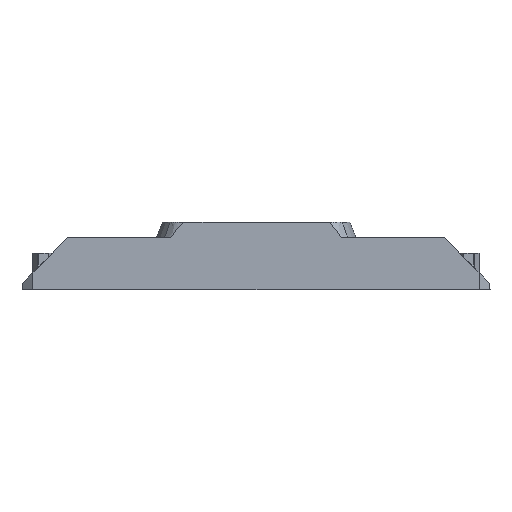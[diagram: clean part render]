
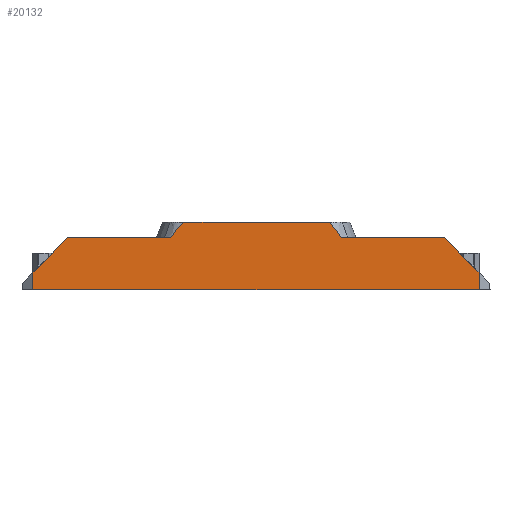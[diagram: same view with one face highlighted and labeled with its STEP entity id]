
A CAD part, front view. The second image highlights one B-rep face of the part: STEP entity #20132.
In plain terms, the highlighted planar face has unit normal (0, -1, 0).
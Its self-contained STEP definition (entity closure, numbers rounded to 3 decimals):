
#975=B_SPLINE_CURVE_WITH_KNOTS('',3,(#38895,#38896,#38897,#38898,#38899,
#38900,#38901,#38902,#38903,#38904),.UNSPECIFIED.,.F.,.F.,(4,3,3,4),(0.,
0.272,0.6,0.628),.UNSPECIFIED.);
#977=B_SPLINE_CURVE_WITH_KNOTS('',3,(#39166,#39167,#39168,#39169,#39170,
#39171,#39172,#39173,#39174,#39175),.UNSPECIFIED.,.F.,.F.,(4,3,3,4),(0.,
0.272,0.6,0.628),.UNSPECIFIED.);
#1604=PLANE('',#21483);
#2606=FACE_OUTER_BOUND('',#3657,.T.);
#3657=EDGE_LOOP('',(#18576,#18577,#18578,#18579,#18580,#18581,#18582,#18583,
#18584,#18585));
#4539=LINE('',#27246,#6362);
#4896=LINE('',#32064,#6719);
#5268=LINE('',#36315,#7091);
#5714=LINE('',#38124,#7537);
#5754=LINE('',#38225,#7577);
#5979=LINE('',#40180,#7802);
#5980=LINE('',#40181,#7803);
#5981=LINE('',#40182,#7804);
#6362=VECTOR('',#22467,10.);
#6719=VECTOR('',#23080,10.);
#7091=VECTOR('',#23960,10.);
#7537=VECTOR('',#25090,10.);
#7577=VECTOR('',#25150,10.);
#7802=VECTOR('',#25941,10.);
#7803=VECTOR('',#25942,10.);
#7804=VECTOR('',#25943,10.);
#8185=VERTEX_POINT('',#27243);
#8186=VERTEX_POINT('',#27245);
#8696=VERTEX_POINT('',#32061);
#8697=VERTEX_POINT('',#32063);
#9228=VERTEX_POINT('',#36304);
#9229=VERTEX_POINT('',#36314);
#9545=VERTEX_POINT('',#38121);
#9546=VERTEX_POINT('',#38123);
#9593=VERTEX_POINT('',#38224);
#9616=VERTEX_POINT('',#38894);
#10348=EDGE_CURVE('',#8186,#8185,#4539,.T.);
#11110=EDGE_CURVE('',#8697,#8696,#4896,.F.);
#11790=EDGE_CURVE('',#9229,#9228,#5268,.T.);
#12399=EDGE_CURVE('',#9546,#9545,#5714,.T.);
#12449=EDGE_CURVE('',#8697,#9593,#5754,.T.);
#12489=EDGE_CURVE('',#9229,#9616,#975,.T.);
#12604=EDGE_CURVE('',#9228,#8186,#977,.T.);
#12822=EDGE_CURVE('',#8696,#9546,#5979,.T.);
#12823=EDGE_CURVE('',#9616,#9545,#5980,.T.);
#12824=EDGE_CURVE('',#9593,#8185,#5981,.T.);
#18576=ORIENTED_EDGE('',*,*,#11110,.T.);
#18577=ORIENTED_EDGE('',*,*,#12822,.T.);
#18578=ORIENTED_EDGE('',*,*,#12399,.T.);
#18579=ORIENTED_EDGE('',*,*,#12823,.F.);
#18580=ORIENTED_EDGE('',*,*,#12489,.F.);
#18581=ORIENTED_EDGE('',*,*,#11790,.T.);
#18582=ORIENTED_EDGE('',*,*,#12604,.T.);
#18583=ORIENTED_EDGE('',*,*,#10348,.T.);
#18584=ORIENTED_EDGE('',*,*,#12824,.F.);
#18585=ORIENTED_EDGE('',*,*,#12449,.F.);
#20132=ADVANCED_FACE('',(#2606),#1604,.F.);
#21483=AXIS2_PLACEMENT_3D('',#40179,#25939,#25940);
#22467=DIRECTION('',(-1.,0.,0.));
#23080=DIRECTION('',(-1.,0.,0.));
#23960=DIRECTION('',(-1.,0.,0.));
#25090=DIRECTION('',(-0.707,0.,0.707));
#25150=DIRECTION('',(0.,0.,1.));
#25939=DIRECTION('center_axis',(0.,1.,0.));
#25940=DIRECTION('ref_axis',(-1.,0.,0.));
#25941=DIRECTION('',(0.,0.,1.));
#25942=DIRECTION('',(1.,0.,0.));
#25943=DIRECTION('',(0.707,0.,0.707));
#27243=CARTESIAN_POINT('',(-64.853,83.667,16.));
#27245=CARTESIAN_POINT('',(-31.226,83.667,16.));
#27246=CARTESIAN_POINT('',(-40.433,83.667,16.));
#32061=CARTESIAN_POINT('',(69.333,83.667,-1.));
#32063=CARTESIAN_POINT('',(-76.264,83.667,-1.));
#32064=CARTESIAN_POINT('',(-40.433,83.667,-1.));
#36304=CARTESIAN_POINT('',(-27.314,83.667,21.));
#36314=CARTESIAN_POINT('',(20.485,83.667,21.));
#36315=CARTESIAN_POINT('',(-25.705,83.667,21.));
#38121=CARTESIAN_POINT('',(57.922,83.667,16.));
#38123=CARTESIAN_POINT('',(69.333,83.667,4.589));
#38124=CARTESIAN_POINT('',(48.816,83.667,25.107));
#38224=CARTESIAN_POINT('',(-76.264,83.667,4.589));
#38225=CARTESIAN_POINT('',(-76.264,83.667,4.091));
#38894=CARTESIAN_POINT('',(24.396,83.667,16.));
#38895=CARTESIAN_POINT('Ctrl Pts',(20.485,83.667,21.));
#38896=CARTESIAN_POINT('Ctrl Pts',(21.082,83.667,20.317));
#38897=CARTESIAN_POINT('Ctrl Pts',(21.679,83.667,19.635));
#38898=CARTESIAN_POINT('Ctrl Pts',(22.276,83.667,18.952));
#38899=CARTESIAN_POINT('Ctrl Pts',(22.995,83.667,18.129));
#38900=CARTESIAN_POINT('Ctrl Pts',(23.659,83.667,17.166));
#38901=CARTESIAN_POINT('Ctrl Pts',(24.248,83.667,16.235));
#38902=CARTESIAN_POINT('Ctrl Pts',(24.298,83.667,16.156));
#38903=CARTESIAN_POINT('Ctrl Pts',(24.347,83.667,16.078));
#38904=CARTESIAN_POINT('Ctrl Pts',(24.396,83.667,16.));
#39166=CARTESIAN_POINT('Ctrl Pts',(-27.314,83.667,21.));
#39167=CARTESIAN_POINT('Ctrl Pts',(-27.911,83.667,20.317));
#39168=CARTESIAN_POINT('Ctrl Pts',(-28.508,83.667,19.635));
#39169=CARTESIAN_POINT('Ctrl Pts',(-29.105,83.667,18.952));
#39170=CARTESIAN_POINT('Ctrl Pts',(-29.825,83.667,18.129));
#39171=CARTESIAN_POINT('Ctrl Pts',(-30.489,83.667,17.166));
#39172=CARTESIAN_POINT('Ctrl Pts',(-31.078,83.667,16.235));
#39173=CARTESIAN_POINT('Ctrl Pts',(-31.128,83.667,16.156));
#39174=CARTESIAN_POINT('Ctrl Pts',(-31.177,83.667,16.078));
#39175=CARTESIAN_POINT('Ctrl Pts',(-31.226,83.667,16.));
#40179=CARTESIAN_POINT('Origin',(-77.465,83.667,1.));
#40180=CARTESIAN_POINT('',(69.333,83.667,4.091));
#40181=CARTESIAN_POINT('',(33.603,83.667,16.));
#40182=CARTESIAN_POINT('',(-55.746,83.667,25.107));
